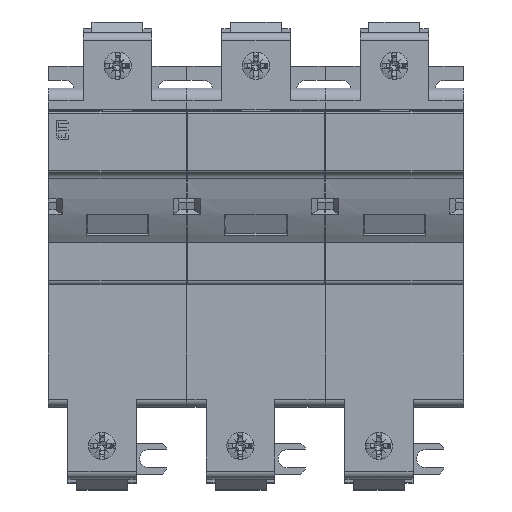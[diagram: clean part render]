
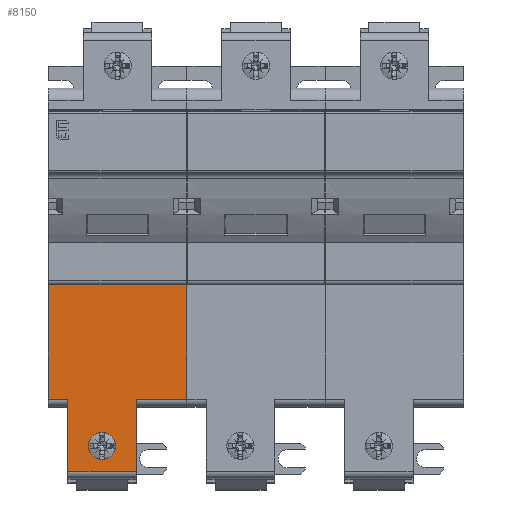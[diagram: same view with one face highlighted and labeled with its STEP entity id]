
A CAD part, top view. The second image highlights one B-rep face of the part: STEP entity #8150.
In plain terms, the highlighted planar face has unit normal (0, 0, 1).
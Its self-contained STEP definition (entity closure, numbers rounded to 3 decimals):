
#123=DIRECTION('',(0.,1.,0.));
#124=VECTOR('',#123,29.5);
#125=CARTESIAN_POINT('',(35.6,-69.7,43.5));
#126=LINE('',#125,#124);
#370=DIRECTION('',(0.,1.,0.));
#371=VECTOR('',#370,18.5);
#372=CARTESIAN_POINT('',(22.6,-88.2,43.5));
#373=LINE('',#372,#371);
#3213=DIRECTION('',(1.,0.,0.));
#3214=VECTOR('',#3213,5.);
#3215=CARTESIAN_POINT('',(0.,-69.7,43.5));
#3216=LINE('',#3215,#3214);
#3242=DIRECTION('',(0.,-1.,0.));
#3243=VECTOR('',#3242,18.5);
#3244=CARTESIAN_POINT('',(5.,-69.7,43.5));
#3245=LINE('',#3244,#3243);
#3285=DIRECTION('',(0.,1.,0.));
#3286=VECTOR('',#3285,29.5);
#3287=CARTESIAN_POINT('',(0.,-69.7,43.5));
#3288=LINE('',#3287,#3286);
#3292=DIRECTION('',(1.,0.,0.));
#3293=VECTOR('',#3292,35.6);
#3294=CARTESIAN_POINT('',(0.,-40.2,43.5));
#3295=LINE('',#3294,#3293);
#3299=CARTESIAN_POINT('',(13.8,-81.7,43.5));
#3300=DIRECTION('',(0.,0.,1.));
#3301=DIRECTION('',(0.,1.,0.));
#3302=AXIS2_PLACEMENT_3D('',#3299,#3300,#3301);
#3307=CARTESIAN_POINT('',(13.8,-81.7,43.5));
#3308=DIRECTION('',(0.,0.,1.));
#3309=DIRECTION('',(0.,-1.,0.));
#3310=AXIS2_PLACEMENT_3D('',#3307,#3308,#3309);
#3315=DIRECTION('',(1.,0.,0.));
#3316=VECTOR('',#3315,17.6);
#3317=CARTESIAN_POINT('',(5.,-88.2,43.5));
#3318=LINE('',#3317,#3316);
#3602=DIRECTION('',(1.,0.,0.));
#3603=VECTOR('',#3602,13.);
#3604=CARTESIAN_POINT('',(22.6,-69.7,43.5));
#3605=LINE('',#3604,#3603);
#4882=CARTESIAN_POINT('',(35.6,-69.7,43.5));
#4883=VERTEX_POINT('',#4882);
#4884=CARTESIAN_POINT('',(35.6,-40.2,43.5));
#4885=VERTEX_POINT('',#4884);
#4984=CARTESIAN_POINT('',(22.6,-88.2,43.5));
#4985=VERTEX_POINT('',#4984);
#4986=CARTESIAN_POINT('',(22.6,-69.7,43.5));
#4987=VERTEX_POINT('',#4986);
#5464=CARTESIAN_POINT('',(0.,-69.7,43.5));
#5466=VERTEX_POINT('',#5464);
#5490=CARTESIAN_POINT('',(0.,-40.2,43.5));
#5491=VERTEX_POINT('',#5490);
#5498=CARTESIAN_POINT('',(5.,-69.7,43.5));
#5499=VERTEX_POINT('',#5498);
#5500=CARTESIAN_POINT('',(5.,-88.2,43.5));
#5501=VERTEX_POINT('',#5500);
#5508=CARTESIAN_POINT('',(13.8,-78.2,43.5));
#5509=CARTESIAN_POINT('',(13.8,-85.2,43.5));
#5510=VERTEX_POINT('',#5508);
#5511=VERTEX_POINT('',#5509);
#8126=CARTESIAN_POINT('',(35.6,-40.2,43.5));
#8127=DIRECTION('',(0.,0.,1.));
#8128=DIRECTION('',(0.,-1.,0.));
#8129=AXIS2_PLACEMENT_3D('',#8126,#8127,#8128);
#8130=PLANE('',#8129);
#8132=ORIENTED_EDGE('',*,*,#8131,.F.);
#8133=ORIENTED_EDGE('',*,*,#8112,.F.);
#8134=ORIENTED_EDGE('',*,*,#8085,.F.);
#8135=ORIENTED_EDGE('',*,*,#8066,.T.);
#8137=ORIENTED_EDGE('',*,*,#8136,.T.);
#8138=ORIENTED_EDGE('',*,*,#5725,.F.);
#8140=ORIENTED_EDGE('',*,*,#8139,.F.);
#8141=ORIENTED_EDGE('',*,*,#5851,.F.);
#8142=EDGE_LOOP('',(#8132,#8133,#8134,#8135,#8137,#8138,#8140,#8141));
#8143=FACE_OUTER_BOUND('',#8142,.F.);
#8145=ORIENTED_EDGE('',*,*,#8144,.T.);
#8147=ORIENTED_EDGE('',*,*,#8146,.T.);
#8148=EDGE_LOOP('',(#8145,#8147));
#8149=FACE_BOUND('',#8148,.F.);
#3303=CIRCLE('',#3302,3.5);
#3311=CIRCLE('',#3310,3.5);
#5725=EDGE_CURVE('',#4883,#4885,#126,.T.);
#5851=EDGE_CURVE('',#4985,#4987,#373,.T.);
#8066=EDGE_CURVE('',#5466,#5491,#3288,.T.);
#8085=EDGE_CURVE('',#5466,#5499,#3216,.T.);
#8112=EDGE_CURVE('',#5499,#5501,#3245,.T.);
#8131=EDGE_CURVE('',#5501,#4985,#3318,.T.);
#8136=EDGE_CURVE('',#5491,#4885,#3295,.T.);
#8139=EDGE_CURVE('',#4987,#4883,#3605,.T.);
#8144=EDGE_CURVE('',#5510,#5511,#3303,.T.);
#8146=EDGE_CURVE('',#5511,#5510,#3311,.T.);
#8150=ADVANCED_FACE('',(#8143,#8149),#8130,.T.);
